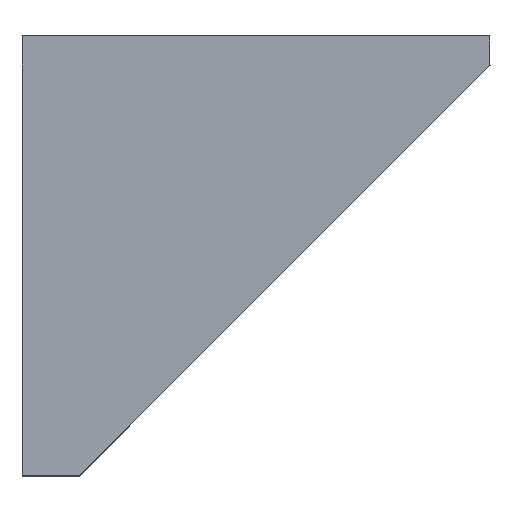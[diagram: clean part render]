
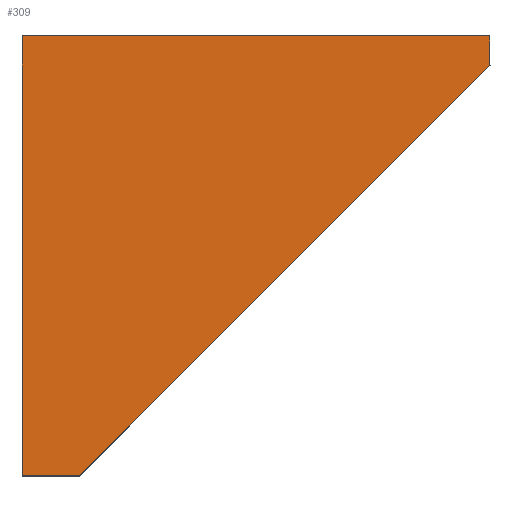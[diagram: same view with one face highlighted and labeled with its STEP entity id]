
A CAD part, top view. The second image highlights one B-rep face of the part: STEP entity #309.
In plain terms, the highlighted planar face has unit normal (0, 0, 1).
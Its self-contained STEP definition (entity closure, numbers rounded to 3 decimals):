
#47=FACE_OUTER_BOUND('',#69,.T.);
#69=EDGE_LOOP('',(#263,#264,#265,#266,#267));
#85=LINE('',#457,#117);
#94=LINE('',#482,#126);
#98=LINE('',#491,#130);
#103=LINE('',#509,#135);
#104=LINE('',#510,#136);
#117=VECTOR('',#369,10.);
#126=VECTOR('',#394,10.);
#130=VECTOR('',#400,10.);
#135=VECTOR('',#423,10.);
#136=VECTOR('',#424,10.);
#147=VERTEX_POINT('',#454);
#148=VERTEX_POINT('',#456);
#156=VERTEX_POINT('',#480);
#157=VERTEX_POINT('',#484);
#160=VERTEX_POINT('',#489);
#175=EDGE_CURVE('',#147,#148,#85,.T.);
#188=EDGE_CURVE('',#156,#147,#94,.T.);
#192=EDGE_CURVE('',#157,#160,#98,.T.);
#201=EDGE_CURVE('',#157,#156,#103,.T.);
#202=EDGE_CURVE('',#160,#148,#104,.T.);
#263=ORIENTED_EDGE('',*,*,#188,.F.);
#264=ORIENTED_EDGE('',*,*,#201,.F.);
#265=ORIENTED_EDGE('',*,*,#192,.T.);
#266=ORIENTED_EDGE('',*,*,#202,.T.);
#267=ORIENTED_EDGE('',*,*,#175,.F.);
#293=PLANE('',#347);
#309=ADVANCED_FACE('',(#47),#293,.T.);
#347=AXIS2_PLACEMENT_3D('',#508,#421,#422);
#369=DIRECTION('',(-1.,0.,0.));
#394=DIRECTION('',(-0.707,-0.707,0.));
#400=DIRECTION('',(-1.,0.,0.));
#421=DIRECTION('center_axis',(0.,0.,
1.));
#422=DIRECTION('ref_axis',(-1.,0.,0.));
#423=DIRECTION('',(0.,-1.,0.));
#424=DIRECTION('',(0.,-1.,0.));
#454=CARTESIAN_POINT('',(-25.561,202.,8.32));
#456=CARTESIAN_POINT('',(-29.494,202.,8.32));
#457=CARTESIAN_POINT('',(-29.494,202.,8.32));
#480=CARTESIAN_POINT('',(2.439,230.,8.32));
#482=CARTESIAN_POINT('',(-4.061,223.5,8.32));
#484=CARTESIAN_POINT('',(2.439,232.,8.32));
#489=CARTESIAN_POINT('',(-29.494,232.,8.32));
#491=CARTESIAN_POINT('',(313.006,232.,8.32));
#508=CARTESIAN_POINT('Origin',(2.439,232.,8.32));
#509=CARTESIAN_POINT('',(2.439,232.,8.32));
#510=CARTESIAN_POINT('',(-29.494,232.,8.32));
